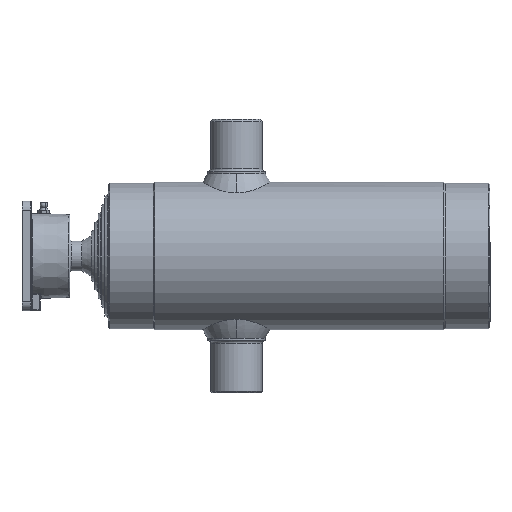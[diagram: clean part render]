
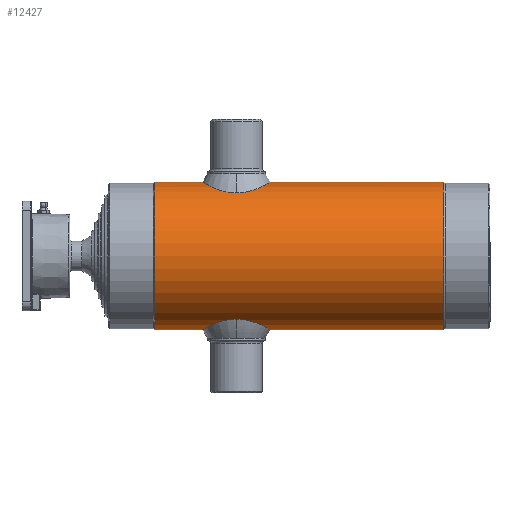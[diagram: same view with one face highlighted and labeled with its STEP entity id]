
A CAD part, left-side view. The second image highlights one B-rep face of the part: STEP entity #12427.
In plain terms, the highlighted cylindrical face has radius 64 mm (diameter 128 mm), a partial arc.
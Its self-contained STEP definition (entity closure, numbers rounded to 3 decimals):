
#328 = EDGE_CURVE ( 'NONE', #24258, #2799, #11712, .T. ) ;
#439 = CIRCLE ( 'NONE', #8973, 64. ) ;
#1134 = ORIENTED_EDGE ( 'NONE', *, *, #9460, .T. ) ;
#2799 = VERTEX_POINT ( 'NONE', #47610 ) ;
#2815 = ORIENTED_EDGE ( 'NONE', *, *, #328, .F. ) ;
#2997 = CARTESIAN_POINT ( 'NONE',  ( 0., -30.734, 64. ) ) ;
#3119 = CARTESIAN_POINT ( 'NONE',  ( -4.771, 216.341, 63.822 ) ) ;
#3290 = CARTESIAN_POINT ( 'NONE',  ( 0., 214., 64. ) ) ;
#3763 = DIRECTION ( 'NONE',  ( 0., -1., 0. ) ) ;
#3810 = CARTESIAN_POINT ( 'NONE',  ( -1.551, 225.799, 63.981 ) ) ;
#3832 = EDGE_CURVE ( 'NONE', #8443, #44961, #30286, .T. ) ;
#3986 = CARTESIAN_POINT ( 'NONE',  ( -5.691, 221.941, 63.747 ) ) ;
#7177 = CARTESIAN_POINT ( 'NONE',  ( -3.964, 215.479, 63.878 ) ) ;
#7873 = CARTESIAN_POINT ( 'NONE',  ( -2.115, 225.618, 63.965 ) ) ;
#8046 = CARTESIAN_POINT ( 'NONE',  ( -5.961, 220.788, 63.722 ) ) ;
#8093 = VECTOR ( 'NONE', #14189, 1000. ) ;
#8443 = VERTEX_POINT ( 'NONE', #34921 ) ;
#8613 = DIRECTION ( 'NONE',  ( 0., -1., 0. ) ) ;
#8973 = AXIS2_PLACEMENT_3D ( 'NONE', #27763, #3763, #31819 ) ;
#9460 = EDGE_CURVE ( 'NONE', #18546, #32539, #40016, .T. ) ;
#9819 = AXIS2_PLACEMENT_3D ( 'NONE', #32612, #8613, #48541 ) ;
#10195 = CARTESIAN_POINT ( 'NONE',  ( 0., -30.734, -64. ) ) ;
#11231 = CARTESIAN_POINT ( 'NONE',  ( -3.17, 214.902, 63.922 ) ) ;
#11618 = FACE_OUTER_BOUND ( 'NONE', #31100, .T. ) ;
#11712 = B_SPLINE_CURVE_WITH_KNOTS ( 'NONE', 3,
 ( #22769, #34840, #39011, #43071, #19092, #47102, #23113, #51189, #27135, #3119, #31166, #7177, #35178, #11231, #39174, #15247, #43249, #19263, #47274, #23283, #51364, #27295, #3290 ),
 .UNSPECIFIED., .F., .F.,
 ( 4, 2, 2, 2, 2, 2, 2, 2, 1, 2, 2, 4 ),
 ( 0., 0.001, 0.002, 0.002, 0.004, 0.005, 0.006, 0.006, 0.007, 0.008, 0.008, 0.009 ),
 .UNSPECIFIED. ) ;
#11906 = CARTESIAN_POINT ( 'NONE',  ( -3.005, 225.208, 63.93 ) ) ;
#12077 = CARTESIAN_POINT ( 'NONE',  ( -6., 220., 63.718 ) ) ;
#12427 = ADVANCED_FACE ( 'NONE', ( #11618 ), #51768, .T. ) ;
#14189 = DIRECTION ( 'NONE',  ( 0., -1., 0. ) ) ;
#14577 = LINE ( 'NONE', #2997, #23944 ) ;
#15247 = CARTESIAN_POINT ( 'NONE',  ( -2.653, 214.615, 63.945 ) ) ;
#15913 = CARTESIAN_POINT ( 'NONE',  ( -3.965, 224.52, 63.878 ) ) ;
#16372 = B_SPLINE_CURVE_WITH_KNOTS ( 'NONE', 3,
 ( #43764, #39697, #51886, #27800, #3810, #31866, #7873, #35866, #11906, #39870, #15913, #43937, #19964, #47981, #23973, #36766, #27975, #3986, #32039, #8046, #36039, #12077 ),
 .UNSPECIFIED., .F., .F.,
 ( 4, 2, 2, 2, 2, 2, 2, 2, 2, 2, 4 ),
 ( 0.028, 0.029, 0.03, 0.031, 0.032, 0.033, 0.034, 0.035, 0.035, 0.036, 0.038 ),
 .UNSPECIFIED. ) ;
#16746 = EDGE_CURVE ( 'NONE', #34357, #32539, #439, .T. ) ;
#16771 = ORIENTED_EDGE ( 'NONE', *, *, #25760, .F. ) ;
#18546 = VERTEX_POINT ( 'NONE', #35288 ) ;
#18848 = CARTESIAN_POINT ( 'NONE',  ( 0., 291., 0. ) ) ;
#19092 = CARTESIAN_POINT ( 'NONE',  ( -5.799, 218.447, 63.737 ) ) ;
#19263 = CARTESIAN_POINT ( 'NONE',  ( -1.931, 214.316, 63.971 ) ) ;
#19964 = CARTESIAN_POINT ( 'NONE',  ( -4.766, 223.666, 63.823 ) ) ;
#20668 = CARTESIAN_POINT ( 'NONE',  ( 0., 226., 64. ) ) ;
#22769 = CARTESIAN_POINT ( 'NONE',  ( -6., 220., 63.718 ) ) ;
#22858 = DIRECTION ( 'NONE',  ( 0., 0., -1. ) ) ;
#23113 = CARTESIAN_POINT ( 'NONE',  ( -5.617, 217.883, 63.753 ) ) ;
#23283 = CARTESIAN_POINT ( 'NONE',  ( -1.362, 214.153, 63.986 ) ) ;
#23944 = VECTOR ( 'NONE', #31038, 1000. ) ;
#23973 = CARTESIAN_POINT ( 'NONE',  ( -5.197, 223.005, 63.789 ) ) ;
#24258 = VERTEX_POINT ( 'NONE', #32887 ) ;
#25760 = EDGE_CURVE ( 'NONE', #2799, #34357, #14577, .T. ) ;
#26068 = ORIENTED_EDGE ( 'NONE', *, *, #3832, .F. ) ;
#27135 = CARTESIAN_POINT ( 'NONE',  ( -5.207, 216.993, 63.788 ) ) ;
#27295 = CARTESIAN_POINT ( 'NONE',  ( -0.392, 214., 64. ) ) ;
#27341 = DIRECTION ( 'NONE',  ( 0., -1., 0. ) ) ;
#27704 = AXIS2_PLACEMENT_3D ( 'NONE', #18848, #46859, #22858 ) ;
#27763 = CARTESIAN_POINT ( 'NONE',  ( 0., 40., 0. ) ) ;
#27800 = CARTESIAN_POINT ( 'NONE',  ( -1.361, 225.847, 63.986 ) ) ;
#27975 = CARTESIAN_POINT ( 'NONE',  ( -5.466, 222.482, 63.766 ) ) ;
#30286 = LINE ( 'NONE', #47323, #51665 ) ;
#30613 = CARTESIAN_POINT ( 'NONE',  ( 0., 40., -64. ) ) ;
#31038 = DIRECTION ( 'NONE',  ( 0., -1., 0. ) ) ;
#31100 = EDGE_LOOP ( 'NONE', ( #26068, #45329, #1134, #50821, #16771, #2815, #43532 ) ) ;
#31166 = CARTESIAN_POINT ( 'NONE',  ( -4.518, 216.032, 63.841 ) ) ;
#31819 = DIRECTION ( 'NONE',  ( 0., 0., -1. ) ) ;
#31866 = CARTESIAN_POINT ( 'NONE',  ( -1.928, 225.685, 63.971 ) ) ;
#32039 = CARTESIAN_POINT ( 'NONE',  ( -5.806, 221.564, 63.736 ) ) ;
#32539 = VERTEX_POINT ( 'NONE', #30613 ) ;
#32612 = CARTESIAN_POINT ( 'NONE',  ( 0., -30.734, 0. ) ) ;
#32887 = CARTESIAN_POINT ( 'NONE',  ( -6., 220., 63.718 ) ) ;
#34357 = VERTEX_POINT ( 'NONE', #49173 ) ;
#34840 = CARTESIAN_POINT ( 'NONE',  ( -6., 219.603, 63.718 ) ) ;
#34921 = CARTESIAN_POINT ( 'NONE',  ( 0., 291., 64. ) ) ;
#35178 = CARTESIAN_POINT ( 'NONE',  ( -3.662, 215.231, 63.896 ) ) ;
#35288 = CARTESIAN_POINT ( 'NONE',  ( 0., 291., -64. ) ) ;
#35866 = CARTESIAN_POINT ( 'NONE',  ( -2.66, 225.392, 63.946 ) ) ;
#36039 = CARTESIAN_POINT ( 'NONE',  ( -6., 220.396, 63.718 ) ) ;
#36766 = CARTESIAN_POINT ( 'NONE',  ( -5.382, 222.659, 63.773 ) ) ;
#39011 = CARTESIAN_POINT ( 'NONE',  ( -5.961, 219.213, 63.722 ) ) ;
#39174 = CARTESIAN_POINT ( 'NONE',  ( -3., 214.8, 63.93 ) ) ;
#39697 = CARTESIAN_POINT ( 'NONE',  ( -0.396, 226., 64. ) ) ;
#39870 = CARTESIAN_POINT ( 'NONE',  ( -3.656, 224.773, 63.896 ) ) ;
#40016 = LINE ( 'NONE', #10195, #8093 ) ;
#41052 = CIRCLE ( 'NONE', #27704, 64. ) ;
#41835 = EDGE_CURVE ( 'NONE', #8443, #18546, #41052, .T. ) ;
#43071 = CARTESIAN_POINT ( 'NONE',  ( -5.847, 218.638, 63.732 ) ) ;
#43249 = CARTESIAN_POINT ( 'NONE',  ( -2.299, 214.448, 63.959 ) ) ;
#43532 = ORIENTED_EDGE ( 'NONE', *, *, #46376, .F. ) ;
#43764 = CARTESIAN_POINT ( 'NONE',  ( 0., 226., 64. ) ) ;
#43937 = CARTESIAN_POINT ( 'NONE',  ( -4.518, 223.968, 63.841 ) ) ;
#44961 = VERTEX_POINT ( 'NONE', #20668 ) ;
#45329 = ORIENTED_EDGE ( 'NONE', *, *, #41835, .T. ) ;
#46376 = EDGE_CURVE ( 'NONE', #44961, #24258, #16372, .T. ) ;
#46859 = DIRECTION ( 'NONE',  ( 0., -1., 0. ) ) ;
#47102 = CARTESIAN_POINT ( 'NONE',  ( -5.685, 218.07, 63.747 ) ) ;
#47274 = CARTESIAN_POINT ( 'NONE',  ( -1.555, 214.202, 63.981 ) ) ;
#47323 = CARTESIAN_POINT ( 'NONE',  ( 0., -30.734, 64. ) ) ;
#47610 = CARTESIAN_POINT ( 'NONE',  ( 0., 214., 64. ) ) ;
#47981 = CARTESIAN_POINT ( 'NONE',  ( -5.095, 223.175, 63.797 ) ) ;
#48541 = DIRECTION ( 'NONE',  ( 0., 0., -1. ) ) ;
#49173 = CARTESIAN_POINT ( 'NONE',  ( 0., 40., 64. ) ) ;
#50821 = ORIENTED_EDGE ( 'NONE', *, *, #16746, .F. ) ;
#51189 = CARTESIAN_POINT ( 'NONE',  ( -5.391, 217.338, 63.773 ) ) ;
#51364 = CARTESIAN_POINT ( 'NONE',  ( -0.781, 214.038, 63.996 ) ) ;
#51665 = VECTOR ( 'NONE', #27341, 1000. ) ;
#51768 = CYLINDRICAL_SURFACE ( 'NONE', #9819, 64. ) ;
#51886 = CARTESIAN_POINT ( 'NONE',  ( -0.786, 225.961, 63.996 ) ) ;
